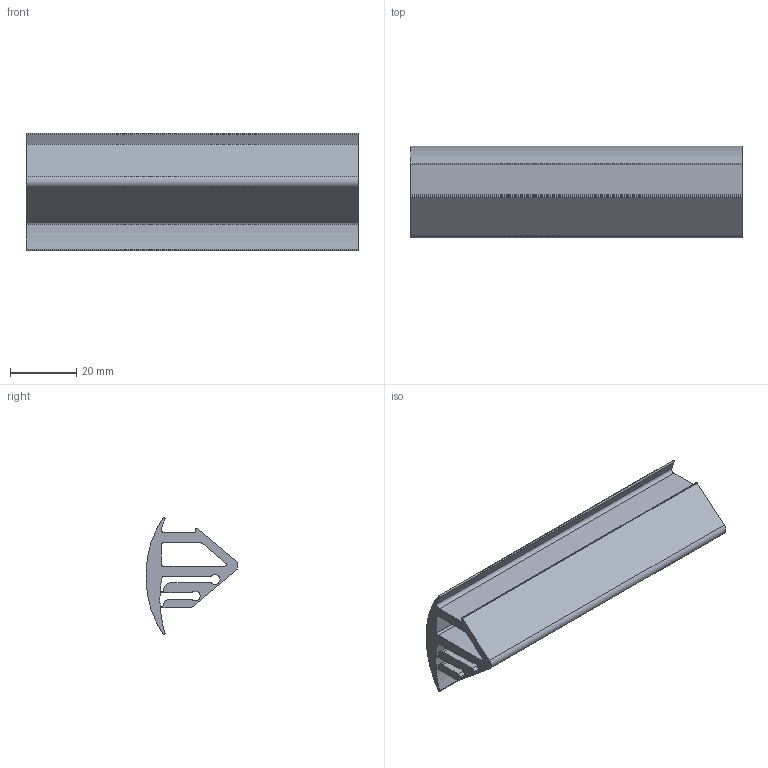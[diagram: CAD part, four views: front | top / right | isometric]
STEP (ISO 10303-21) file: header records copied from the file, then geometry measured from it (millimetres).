
FILE_DESCRIPTION (( 'STEP AP203' ), '1' );
FILE_NAME ('A19_0004-D-B-100.STEP', '2021-02-23T13:17:34', ( '' ), ( '' ), 'SwSTEP 2.0', 'SolidWorks 2019', '' );
FILE_SCHEMA (( 'CONFIG_CONTROL_DESIGN' ));
Length unit declared in the file: millimetre
Products named in the file (1): A19_0004-D-B-100
Bounding box: 100 x 27.71 x 35.26 mm (x, y, z)
Volume: 31962.8 mm3; surface area: 23738 mm2
Topology: 1 solids, 1 shells, 48 faces, 138 edges, 92 vertices
Faces by surface type: cylinder 33, plane 15
Entity records: 1697 total; most frequent: DIRECTION 302, CARTESIAN_POINT 279, ORIENTED_EDGE 276, EDGE_CURVE 138, AXIS2_PLACEMENT_3D 115, VERTEX_POINT 92, VECTOR 72, LINE 72
